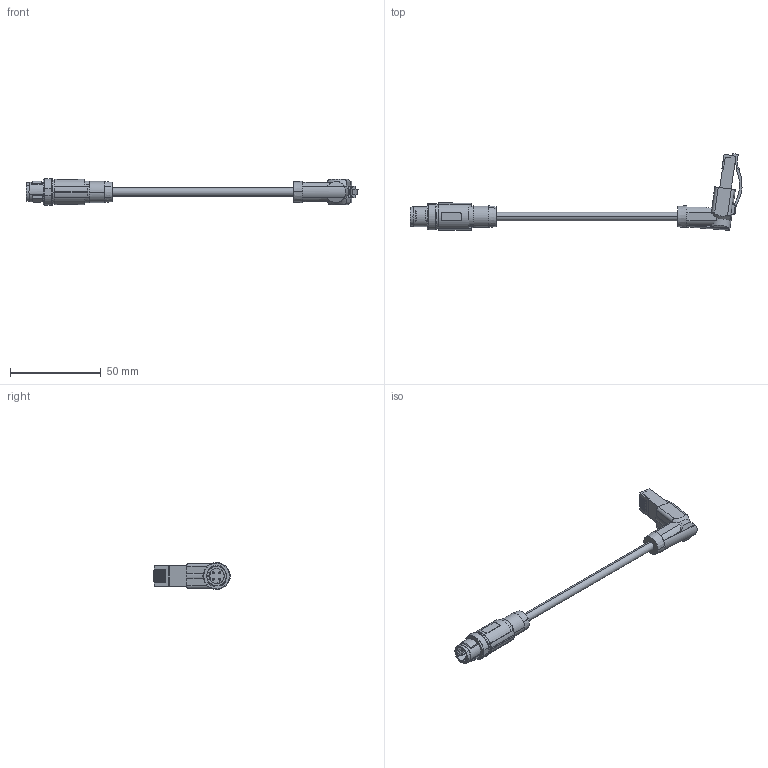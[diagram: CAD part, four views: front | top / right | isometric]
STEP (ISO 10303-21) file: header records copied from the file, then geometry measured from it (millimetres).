
FILE_DESCRIPTION(('SolidDesigner STEP Export'),'2;1');
FILE_NAME('1407565_NBC_MSD__1.0_93G_R4ACR_SCO-select.stp','2013-04-19T13:35:32',(''),(''),'Creo Elements/Direct Modeling STEP processor for AP214 (Solid Model)','Creo Elements/Direct Modeling 18.1 06-May-2012 (C) Parametric Technology GmbH','');
FILE_SCHEMA(('AUTOMOTIVE_DESIGN { 1 0 10303 214 1 1 1 1 }'));
Length unit declared in the file: millimetre
Products named in the file (1): 1407565_NBC_MSD__1.0_93G_R4ACR_SCO-select
Bounding box: 182.57 x 42.16 x 14.79 mm (x, y, z)
Volume: 13857.4 mm3; surface area: 7068.7 mm2
Topology: 1 solids, 1 shells, 274 faces, 750 edges, 494 vertices
Faces by surface type: plane 179, cylinder 63, cone 26, bspline 6
Entity records: 14791 total; most frequent: CARTESIAN_POINT 5990, ORIENTED_EDGE 1500, DIRECTION 1152, EDGE_CURVE 750, VERTEX_POINT 494, VECTOR 456, LINE 456, AXIS2_PLACEMENT_3D 348
